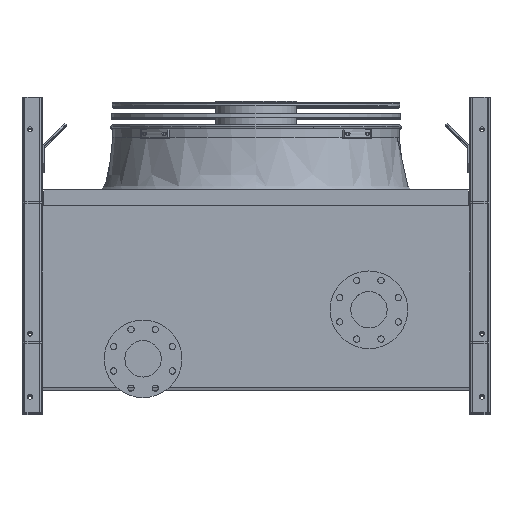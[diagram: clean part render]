
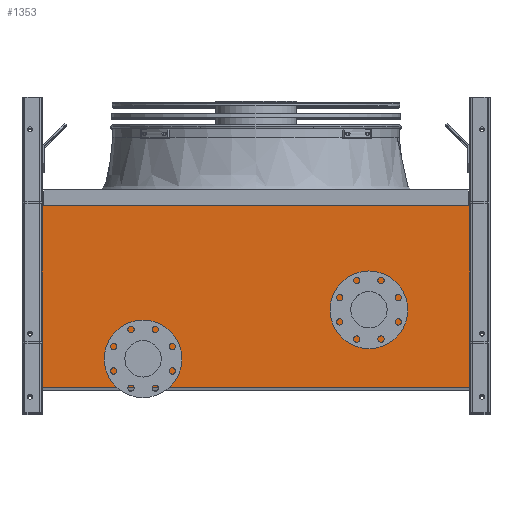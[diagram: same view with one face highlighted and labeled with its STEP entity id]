
A CAD part, top view. The second image highlights one B-rep face of the part: STEP entity #1353.
In plain terms, the highlighted planar face has unit normal (0, 0, 1).
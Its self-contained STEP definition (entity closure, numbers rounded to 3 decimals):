
#19 = CARTESIAN_POINT ( 'NONE',  ( -605., 0., 240. ) ) ;
#439 = VECTOR ( 'NONE', #21057, 1000. ) ;
#1353 = ADVANCED_FACE ( 'NONE', ( #13509, #3770, #18058 ), #7196, .T. ) ;
#1788 = ORIENTED_EDGE ( 'NONE', *, *, #9890, .T. ) ;
#1915 = ORIENTED_EDGE ( 'NONE', *, *, #9536, .T. ) ;
#2141 = DIRECTION ( 'NONE',  ( 1., 0., 0. ) ) ;
#2212 = EDGE_LOOP ( 'NONE', ( #1788 ) ) ;
#2372 = LINE ( 'NONE', #22442, #11688 ) ;
#2382 = ORIENTED_EDGE ( 'NONE', *, *, #10124, .T. ) ;
#2983 = ORIENTED_EDGE ( 'NONE', *, *, #10401, .T. ) ;
#3770 = FACE_OUTER_BOUND ( 'NONE', #9746, .T. ) ;
#4076 = CARTESIAN_POINT ( 'NONE',  ( -605., 515., 240. ) ) ;
#4628 = ORIENTED_EDGE ( 'NONE', *, *, #10503, .T. ) ;
#4729 = CARTESIAN_POINT ( 'NONE',  ( 605., 515., 240. ) ) ;
#5715 = ORIENTED_EDGE ( 'NONE', *, *, #11006, .F. ) ;
#5745 = EDGE_LOOP ( 'NONE', ( #5715 ) ) ;
#5959 = DIRECTION ( 'NONE',  ( 0., -1., 0. ) ) ;
#6883 = VECTOR ( 'NONE', #5959, 1000. ) ;
#7196 = PLANE ( 'NONE',  #22156 ) ;
#8291 = LINE ( 'NONE', #19, #17144 ) ;
#8521 = CARTESIAN_POINT ( 'NONE',  ( 320., 220., 240. ) ) ;
#8617 = CARTESIAN_POINT ( 'NONE',  ( 374., 220., 240. ) ) ;
#9130 = DIRECTION ( 'NONE',  ( 0., 0., 1. ) ) ;
#9536 = EDGE_CURVE ( 'NONE', #13330, #15248, #20361, .T. ) ;
#9746 = EDGE_LOOP ( 'NONE', ( #1915, #2382, #2983, #4628 ) ) ;
#9890 = EDGE_CURVE ( 'NONE', #19305, #19305, #17965, .T. ) ;
#10124 = EDGE_CURVE ( 'NONE', #15248, #10774, #8291, .T. ) ;
#10350 = DIRECTION ( 'NONE',  ( 1., 0., 0. ) ) ;
#10401 = EDGE_CURVE ( 'NONE', #10774, #14827, #2372, .T. ) ;
#10503 = EDGE_CURVE ( 'NONE', #14827, #13330, #19249, .T. ) ;
#10717 = DIRECTION ( 'NONE',  ( 0., 0., -1. ) ) ;
#10774 = VERTEX_POINT ( 'NONE', #11403 ) ;
#11006 = EDGE_CURVE ( 'NONE', #13169, #13169, #18694, .T. ) ;
#11403 = CARTESIAN_POINT ( 'NONE',  ( 605., 0., 240. ) ) ;
#11688 = VECTOR ( 'NONE', #15794, 1000. ) ;
#11954 = CARTESIAN_POINT ( 'NONE',  ( -605., 515., 240. ) ) ;
#13169 = VERTEX_POINT ( 'NONE', #8617 ) ;
#13330 = VERTEX_POINT ( 'NONE', #11954 ) ;
#13509 = FACE_BOUND ( 'NONE', #2212, .T. ) ;
#14827 = VERTEX_POINT ( 'NONE', #4729 ) ;
#15248 = VERTEX_POINT ( 'NONE', #16402 ) ;
#15794 = DIRECTION ( 'NONE',  ( 0., 1., 0. ) ) ;
#16402 = CARTESIAN_POINT ( 'NONE',  ( -605., 0., 240. ) ) ;
#17144 = VECTOR ( 'NONE', #2141, 1000. ) ;
#17222 = AXIS2_PLACEMENT_3D ( 'NONE', #8521, #20747, #10350 ) ;
#17341 = CARTESIAN_POINT ( 'NONE',  ( -320., 135., 240. ) ) ;
#17628 = CARTESIAN_POINT ( 'NONE',  ( 605., 515., 240. ) ) ;
#17885 = CARTESIAN_POINT ( 'NONE',  ( 0., 0., 240. ) ) ;
#17965 = CIRCLE ( 'NONE', #19886, 54. ) ;
#18058 = FACE_BOUND ( 'NONE', #5745, .T. ) ;
#18694 = CIRCLE ( 'NONE', #17222, 54. ) ;
#19249 = LINE ( 'NONE', #17628, #439 ) ;
#19305 = VERTEX_POINT ( 'NONE', #17341 ) ;
#19886 = AXIS2_PLACEMENT_3D ( 'NONE', #21081, #10717, #22758 ) ;
#20361 = LINE ( 'NONE', #4076, #6883 ) ;
#20747 = DIRECTION ( 'NONE',  ( 0., 0., 1. ) ) ;
#21057 = DIRECTION ( 'NONE',  ( -1., 0., 0. ) ) ;
#21081 = CARTESIAN_POINT ( 'NONE',  ( -320., 81., 240. ) ) ;
#21294 = DIRECTION ( 'NONE',  ( 1., 0., 0. ) ) ;
#22156 = AXIS2_PLACEMENT_3D ( 'NONE', #17885, #9130, #21294 ) ;
#22442 = CARTESIAN_POINT ( 'NONE',  ( 605., 0., 240. ) ) ;
#22758 = DIRECTION ( 'NONE',  ( 0., 1., 0. ) ) ;
